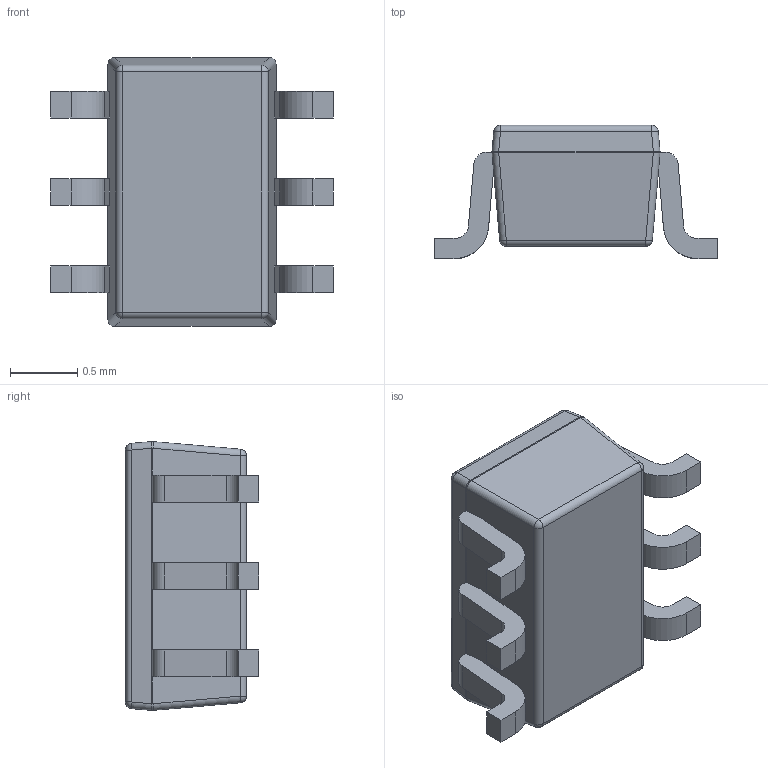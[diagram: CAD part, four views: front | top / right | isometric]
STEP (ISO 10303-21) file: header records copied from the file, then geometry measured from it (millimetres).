
FILE_DESCRIPTION (( 'STEP AP214' ), '1' );
FILE_NAME ('SW3dPS-SW3dPS-SOT363.STEP', '2009-06-09T12:03:17', ( 'sysAdmin' ), ( 'SolidWorks' ), 'SwSTEP 2.0', 'SolidWorks 2009', '' );
FILE_SCHEMA (( 'AUTOMOTIVE_DESIGN' ));
Length unit declared in the file: millimetre
Products named in the file (1): SW3dPS-SW3dPS-SOT363
Bounding box: 2.1 x 0.99 x 2 mm (x, y, z)
Volume: 2.3 mm3; surface area: 13.9 mm2
Topology: 1 solids, 1 shells, 121 faces, 320 edges, 194 vertices
Faces by surface type: plane 65, cylinder 40, sphere 14, cone 2
Entity records: 4224 total; most frequent: DIRECTION 651, CARTESIAN_POINT 637, ORIENTED_EDGE 624, EDGE_CURVE 312, AXIS2_PLACEMENT_3D 220, VECTOR 211, LINE 211, VERTEX_POINT 194
